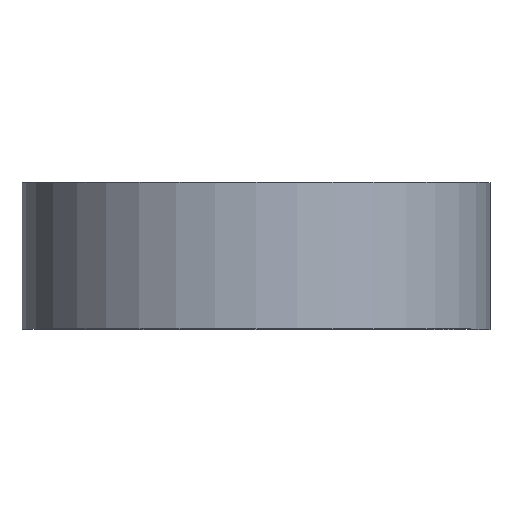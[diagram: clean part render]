
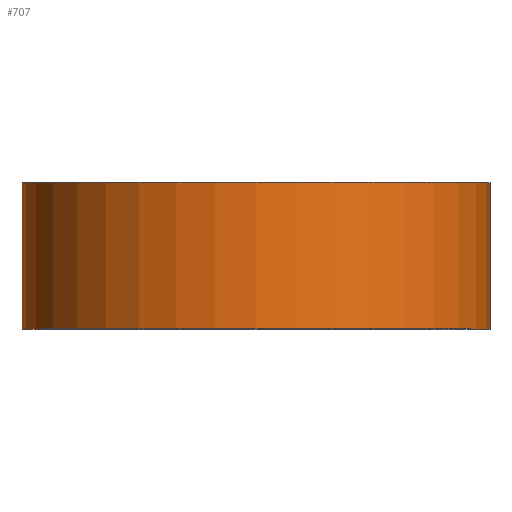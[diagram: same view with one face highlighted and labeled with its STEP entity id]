
A CAD part, top view. The second image highlights one B-rep face of the part: STEP entity #707.
In plain terms, the highlighted cylindrical face has radius 20.269 mm (diameter 40.538 mm), a partial arc.
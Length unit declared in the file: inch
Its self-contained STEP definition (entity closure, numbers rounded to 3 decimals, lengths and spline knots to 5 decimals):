
#24 = EDGE_CURVE ( 'NONE', #38, #27, #248, .T. ) ;
#27 = VERTEX_POINT ( 'NONE', #531 ) ;
#38 = VERTEX_POINT ( 'NONE', #470 ) ;
#96 = DIRECTION ( 'NONE',  ( 1., 0., 0. ) ) ;
#98 = VERTEX_POINT ( 'NONE', #555 ) ;
#123 = AXIS2_PLACEMENT_3D ( 'NONE', #151, #149, #96 ) ;
#126 = CARTESIAN_POINT ( 'NONE',  ( 0., 0.25, -0.798 ) ) ;
#144 = CYLINDRICAL_SURFACE ( 'NONE', #575, 0.798 ) ;
#149 = DIRECTION ( 'NONE',  ( 0., 1., 0. ) ) ;
#151 = CARTESIAN_POINT ( 'NONE',  ( 0., -0.25, 0. ) ) ;
#155 = FACE_OUTER_BOUND ( 'NONE', #233, .T. ) ;
#177 = ORIENTED_EDGE ( 'NONE', *, *, #24, .F. ) ;
#190 = DIRECTION ( 'NONE',  ( 0., -1., 0. ) ) ;
#233 = EDGE_LOOP ( 'NONE', ( #241, #177, #434, #301 ) ) ;
#241 = ORIENTED_EDGE ( 'NONE', *, *, #386, .T. ) ;
#245 = VERTEX_POINT ( 'NONE', #522 ) ;
#248 = LINE ( 'NONE', #534, #655 ) ;
#256 = DIRECTION ( 'NONE',  ( 0., -1., 0. ) ) ;
#301 = ORIENTED_EDGE ( 'NONE', *, *, #667, .T. ) ;
#313 = CIRCLE ( 'NONE', #123, 0.798 ) ;
#333 = CARTESIAN_POINT ( 'NONE',  ( 0., 0.25, 0. ) ) ;
#345 = CIRCLE ( 'NONE', #464, 0.798 ) ;
#349 = VECTOR ( 'NONE', #190, 39.37008 ) ;
#362 = LINE ( 'NONE', #126, #349 ) ;
#386 = EDGE_CURVE ( 'NONE', #98, #27, #313, .T. ) ;
#434 = ORIENTED_EDGE ( 'NONE', *, *, #494, .F. ) ;
#464 = AXIS2_PLACEMENT_3D ( 'NONE', #636, #592, #588 ) ;
#470 = CARTESIAN_POINT ( 'NONE',  ( 0.798, 0.25, 0. ) ) ;
#494 = EDGE_CURVE ( 'NONE', #245, #38, #345, .T. ) ;
#522 = CARTESIAN_POINT ( 'NONE',  ( 0., 0.25, -0.798 ) ) ;
#531 = CARTESIAN_POINT ( 'NONE',  ( 0.798, -0.25, 0. ) ) ;
#534 = CARTESIAN_POINT ( 'NONE',  ( 0.798, 0.25, 0. ) ) ;
#554 = DIRECTION ( 'NONE',  ( 0., 0., -1. ) ) ;
#555 = CARTESIAN_POINT ( 'NONE',  ( 0., -0.25, -0.798 ) ) ;
#575 = AXIS2_PLACEMENT_3D ( 'NONE', #333, #256, #554 ) ;
#588 = DIRECTION ( 'NONE',  ( 1., 0., 0. ) ) ;
#592 = DIRECTION ( 'NONE',  ( 0., 1., 0. ) ) ;
#604 = DIRECTION ( 'NONE',  ( 0., -1., 0. ) ) ;
#636 = CARTESIAN_POINT ( 'NONE',  ( 0., 0.25, 0. ) ) ;
#655 = VECTOR ( 'NONE', #604, 39.37008 ) ;
#667 = EDGE_CURVE ( 'NONE', #245, #98, #362, .T. ) ;
#707 = ADVANCED_FACE ( 'NONE', ( #155 ), #144, .T. ) ;
